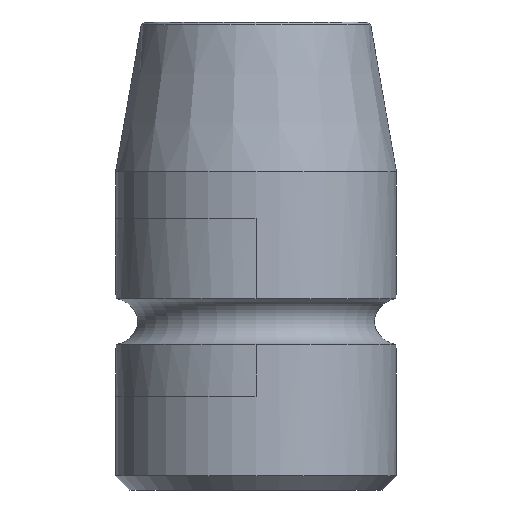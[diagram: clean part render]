
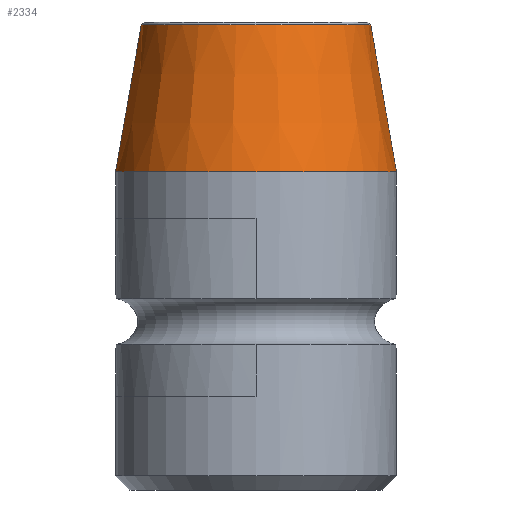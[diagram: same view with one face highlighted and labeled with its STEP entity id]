
A CAD part, left-side view. The second image highlights one B-rep face of the part: STEP entity #2334.
In plain terms, the highlighted conical face has half-angle 9.935 degrees and reference radius 13.625 mm.
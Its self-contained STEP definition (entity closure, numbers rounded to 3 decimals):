
#1083=DIRECTION('',(0.,0.173,0.985));
#1084=VECTOR('',#1083,15.939);
#1085=CARTESIAN_POINT('',(0.,-15.,24.));
#1086=LINE('',#1085,#1084);
#1087=CARTESIAN_POINT('',(0.,0.,24.));
#1088=DIRECTION('',(0.,0.,1.));
#1089=DIRECTION('',(0.,1.,0.));
#1090=AXIS2_PLACEMENT_3D('',#1087,#1088,#1089);
#1092=DIRECTION('',(0.,-0.173,0.985));
#1093=VECTOR('',#1092,15.939);
#1094=CARTESIAN_POINT('',(0.,15.,24.));
#1095=LINE('',#1094,#1093);
#1096=CARTESIAN_POINT('',(0.,0.,39.7));
#1097=DIRECTION('',(0.,0.,1.));
#1098=DIRECTION('',(0.,1.,0.));
#1099=AXIS2_PLACEMENT_3D('',#1096,#1097,#1098);
#1289=CARTESIAN_POINT('',(0.,15.,24.));
#1290=CARTESIAN_POINT('',(0.,-15.,24.));
#1291=VERTEX_POINT('',#1289);
#1292=VERTEX_POINT('',#1290);
#1301=CARTESIAN_POINT('',(0.,12.25,39.7));
#1302=CARTESIAN_POINT('',(0.,-12.25,39.7));
#1303=VERTEX_POINT('',#1301);
#1304=VERTEX_POINT('',#1302);
#2322=CARTESIAN_POINT('',(0.,0.,31.85));
#2323=DIRECTION('',(0.,0.,-1.));
#2324=DIRECTION('',(0.,-1.,0.));
#2325=AXIS2_PLACEMENT_3D('',#2322,#2323,#2324);
#2326=CONICAL_SURFACE('',#2325,13.625,9.935);
#2328=ORIENTED_EDGE('',*,*,#2327,.T.);
#2329=ORIENTED_EDGE('',*,*,#2317,.F.);
#2330=ORIENTED_EDGE('',*,*,#1425,.F.);
#2331=ORIENTED_EDGE('',*,*,#2314,.T.);
#2332=EDGE_LOOP('',(#2328,#2329,#2330,#2331));
#2333=FACE_OUTER_BOUND('',#2332,.F.);
#2334=ADVANCED_FACE('',(#2333),#2326,.T.);
#1091=CIRCLE('',#1090,15.);
#1100=CIRCLE('',#1099,12.25);
#1425=EDGE_CURVE('',#1291,#1292,#1091,.T.);
#2314=EDGE_CURVE('',#1291,#1303,#1095,.T.);
#2317=EDGE_CURVE('',#1292,#1304,#1086,.T.);
#2327=EDGE_CURVE('',#1303,#1304,#1100,.T.);
